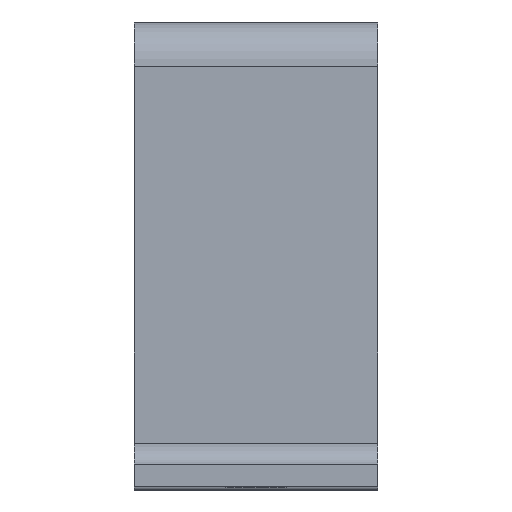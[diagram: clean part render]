
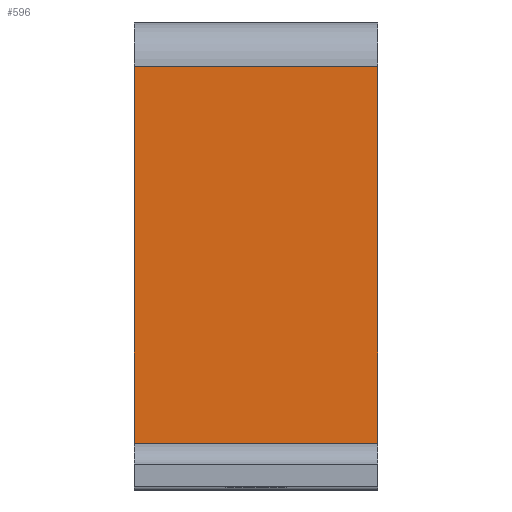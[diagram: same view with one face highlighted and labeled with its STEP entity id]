
A CAD part, top view. The second image highlights one B-rep face of the part: STEP entity #596.
In plain terms, the highlighted planar face has unit normal (0, 0, 1).
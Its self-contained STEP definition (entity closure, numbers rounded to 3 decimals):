
#39 = LINE ( 'NONE', #493, #519 ) ;
#52 = DIRECTION ( 'NONE',  ( 0., 0., -1. ) ) ;
#75 = LINE ( 'NONE', #907, #296 ) ;
#83 = EDGE_LOOP ( 'NONE', ( #349, #222, #433, #448 ) ) ;
#131 = EDGE_CURVE ( 'NONE', #877, #530, #75, .T. ) ;
#188 = VECTOR ( 'NONE', #276, 1000. ) ;
#222 = ORIENTED_EDGE ( 'NONE', *, *, #328, .T. ) ;
#228 = LINE ( 'NONE', #710, #381 ) ;
#276 = DIRECTION ( 'NONE',  ( 0., 1., 0. ) ) ;
#287 = VERTEX_POINT ( 'NONE', #512 ) ;
#296 = VECTOR ( 'NONE', #639, 1000. ) ;
#309 = LINE ( 'NONE', #344, #188 ) ;
#328 = EDGE_CURVE ( 'NONE', #378, #287, #309, .T. ) ;
#344 = CARTESIAN_POINT ( 'NONE',  ( 11., 4., 2. ) ) ;
#349 = ORIENTED_EDGE ( 'NONE', *, *, #358, .T. ) ;
#358 = EDGE_CURVE ( 'NONE', #877, #378, #228, .T. ) ;
#378 = VERTEX_POINT ( 'NONE', #386 ) ;
#381 = VECTOR ( 'NONE', #636, 1000. ) ;
#386 = CARTESIAN_POINT ( 'NONE',  ( 11., 4., 2. ) ) ;
#433 = ORIENTED_EDGE ( 'NONE', *, *, #479, .F. ) ;
#436 = FACE_OUTER_BOUND ( 'NONE', #83, .T. ) ;
#448 = ORIENTED_EDGE ( 'NONE', *, *, #131, .F. ) ;
#477 = CARTESIAN_POINT ( 'NONE',  ( -11., 4., 2. ) ) ;
#479 = EDGE_CURVE ( 'NONE', #530, #287, #39, .T. ) ;
#493 = CARTESIAN_POINT ( 'NONE',  ( -11., 38., 2. ) ) ;
#494 = PLANE ( 'NONE',  #592 ) ;
#512 = CARTESIAN_POINT ( 'NONE',  ( 11., 38., 2. ) ) ;
#519 = VECTOR ( 'NONE', #627, 1000. ) ;
#530 = VERTEX_POINT ( 'NONE', #555 ) ;
#555 = CARTESIAN_POINT ( 'NONE',  ( -11., 38., 2. ) ) ;
#592 = AXIS2_PLACEMENT_3D ( 'NONE', #771, #52, #711 ) ;
#596 = ADVANCED_FACE ( 'NONE', ( #436 ), #494, .F. ) ;
#627 = DIRECTION ( 'NONE',  ( 1., 0., 0. ) ) ;
#636 = DIRECTION ( 'NONE',  ( 1., 0., 0. ) ) ;
#639 = DIRECTION ( 'NONE',  ( 0., 1., 0. ) ) ;
#710 = CARTESIAN_POINT ( 'NONE',  ( -11., 4., 2. ) ) ;
#711 = DIRECTION ( 'NONE',  ( -1., 0., 0. ) ) ;
#771 = CARTESIAN_POINT ( 'NONE',  ( -11., 4., 2. ) ) ;
#877 = VERTEX_POINT ( 'NONE', #477 ) ;
#907 = CARTESIAN_POINT ( 'NONE',  ( -11., 4., 2. ) ) ;
